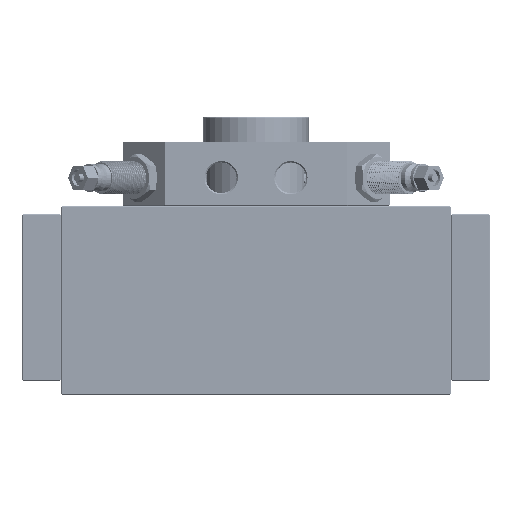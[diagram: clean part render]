
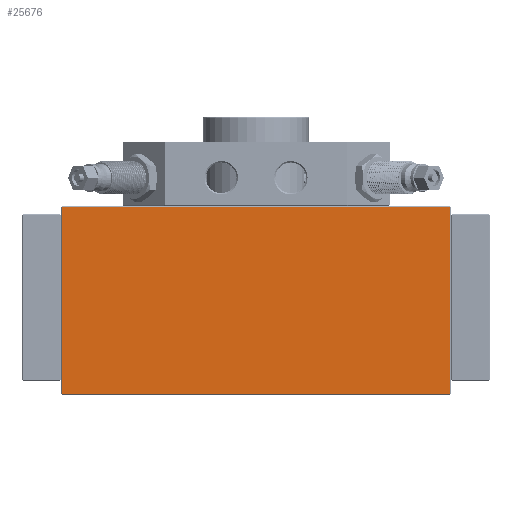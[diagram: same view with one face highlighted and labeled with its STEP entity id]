
A CAD part, top view. The second image highlights one B-rep face of the part: STEP entity #25676.
In plain terms, the highlighted planar face has unit normal (0, 0, 1).
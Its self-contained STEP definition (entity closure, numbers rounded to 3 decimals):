
#568=PLANE('',#27365);
#992=FACE_OUTER_BOUND('',#2515,.T.);
#2515=EDGE_LOOP('',(#17022,#17023,#17024,#17025));
#7009=LINE('',#43122,#8193);
#7011=LINE('',#43125,#8195);
#7015=LINE('',#43131,#8199);
#7017=LINE('',#43134,#8201);
#8193=VECTOR('',#29517,10.);
#8195=VECTOR('',#29521,10.);
#8199=VECTOR('',#29529,10.);
#8201=VECTOR('',#29533,10.);
#9654=VERTEX_POINT('',#43049);
#9660=VERTEX_POINT('',#43063);
#9663=VERTEX_POINT('',#43070);
#9672=VERTEX_POINT('',#43100);
#12586=EDGE_CURVE('',#9663,#9672,#7009,.T.);
#12588=EDGE_CURVE('',#9672,#9660,#7011,.T.);
#12592=EDGE_CURVE('',#9654,#9663,#7015,.T.);
#12594=EDGE_CURVE('',#9660,#9654,#7017,.T.);
#17022=ORIENTED_EDGE('',*,*,#12586,.F.);
#17023=ORIENTED_EDGE('',*,*,#12592,.F.);
#17024=ORIENTED_EDGE('',*,*,#12594,.F.);
#17025=ORIENTED_EDGE('',*,*,#12588,.F.);
#25676=ADVANCED_FACE('',(#992),#568,.T.);
#27365=AXIS2_PLACEMENT_3D('',#43180,#29585,#29586);
#29517=DIRECTION('',(1.,0.,0.));
#29521=DIRECTION('',(0.,-1.,0.));
#29529=DIRECTION('',(0.,1.,0.));
#29533=DIRECTION('',(-1.,0.,0.));
#29585=DIRECTION('center_axis',(0.,0.,1.));
#29586=DIRECTION('ref_axis',(1.,0.,0.));
#43049=CARTESIAN_POINT('',(0.5,0.5,68.));
#43063=CARTESIAN_POINT('',(139.5,0.5,68.));
#43070=CARTESIAN_POINT('',(0.5,67.5,68.));
#43100=CARTESIAN_POINT('',(139.5,67.5,68.));
#43122=CARTESIAN_POINT('',(105.,67.5,68.));
#43125=CARTESIAN_POINT('',(139.5,17.,68.));
#43131=CARTESIAN_POINT('',(0.5,51.,68.));
#43134=CARTESIAN_POINT('',(35.,0.5,68.));
#43180=CARTESIAN_POINT('Origin',(70.,34.,68.));
